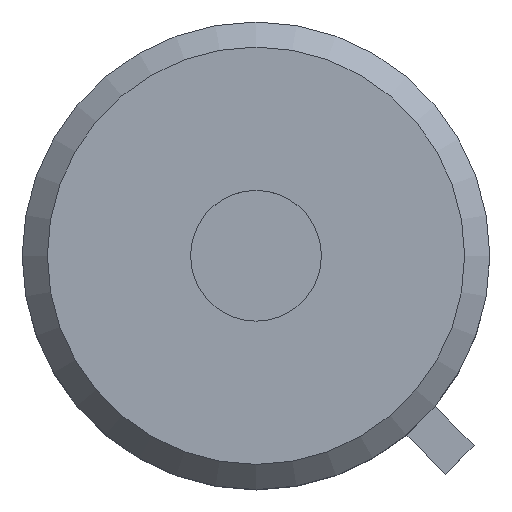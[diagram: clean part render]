
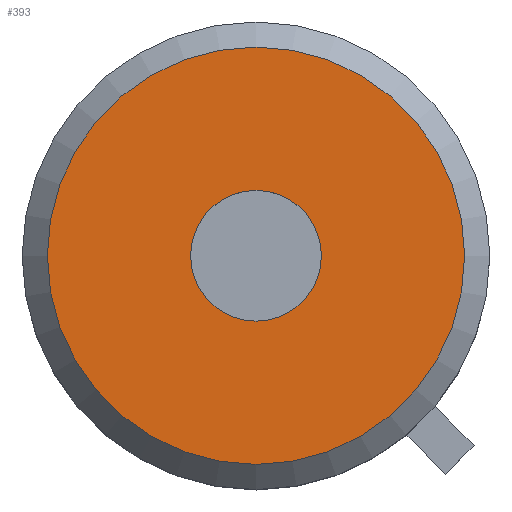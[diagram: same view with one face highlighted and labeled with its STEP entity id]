
A CAD part, top view. The second image highlights one B-rep face of the part: STEP entity #393.
In plain terms, the highlighted planar face has unit normal (0, 0, 1).
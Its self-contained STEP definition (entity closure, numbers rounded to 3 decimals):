
#66=FACE_BOUND('',#133,.T.);
#88=FACE_OUTER_BOUND('',#132,.T.);
#132=EDGE_LOOP('',(#337));
#133=EDGE_LOOP('',(#338));
#197=CIRCLE('',#496,4.15);
#198=CIRCLE('',#499,1.3);
#230=VERTEX_POINT('',#733);
#231=VERTEX_POINT('',#737);
#269=EDGE_CURVE('',#230,#230,#197,.T.);
#270=EDGE_CURVE('',#231,#231,#198,.T.);
#337=ORIENTED_EDGE('',*,*,#269,.F.);
#338=ORIENTED_EDGE('',*,*,#270,.T.);
#367=PLANE('',#498);
#393=ADVANCED_FACE('',(#88,#66),#367,.T.);
#496=AXIS2_PLACEMENT_3D('',#734,#603,#604);
#498=AXIS2_PLACEMENT_3D('',#736,#607,#608);
#499=AXIS2_PLACEMENT_3D('',#738,#609,#610);
#603=DIRECTION('center_axis',(0.,0.,-1.));
#604=DIRECTION('ref_axis',(-1.,0.,0.));
#607=DIRECTION('center_axis',(0.,0.,1.));
#608=DIRECTION('ref_axis',(1.,0.,0.));
#609=DIRECTION('center_axis',(0.,0.,-1.));
#610=DIRECTION('ref_axis',(-1.,0.,0.));
#733=CARTESIAN_POINT('',(0.59,3.56,4.95));
#734=CARTESIAN_POINT('Origin',(-3.56,3.56,4.95));
#736=CARTESIAN_POINT('Origin',(-3.56,3.56,4.95));
#737=CARTESIAN_POINT('',(-2.26,3.56,4.95));
#738=CARTESIAN_POINT('Origin',(-3.56,3.56,4.95));
